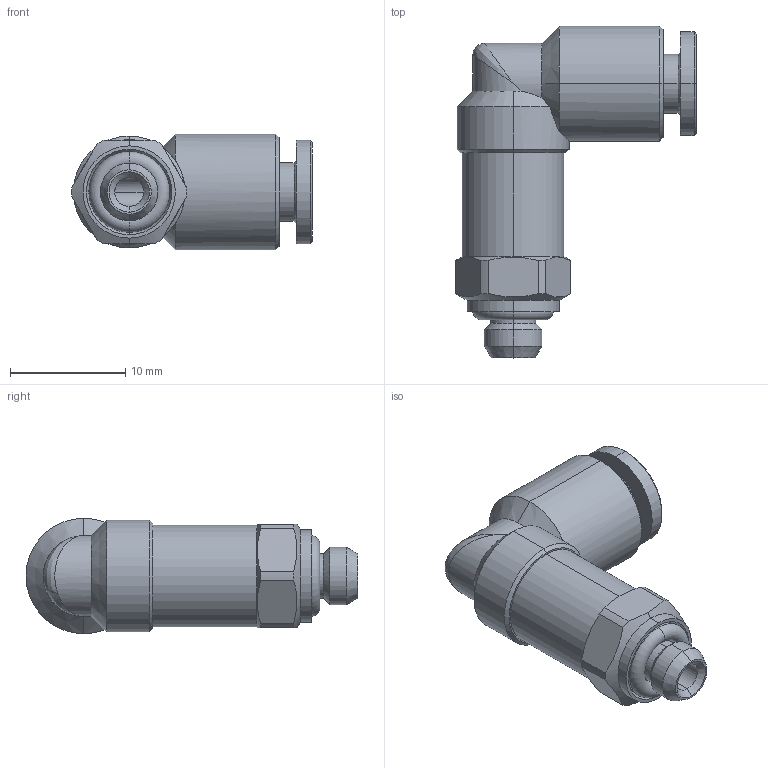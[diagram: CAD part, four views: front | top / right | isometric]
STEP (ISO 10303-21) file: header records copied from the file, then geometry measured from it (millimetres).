
FILE_DESCRIPTION(( 'RT.19.04.M5.STEP' ), '1');
FILE_NAME( 'RT.19.04.M5.STEP', '2018-10-08T15:04:13',( 'Sopra'),('sopra-pneumatic.com'), 'SwSTEP 2.0','SolidWorks 2009','' );
FILE_SCHEMA (( 'CONFIG_CONTROL_DESIGN' ));
Length unit declared in the file: millimetre
Products named in the file (1): B0090010
Bounding box: 20.9 x 28.8 x 10 mm (x, y, z)
Volume: 1995.5 mm3; surface area: 1762.7 mm2
Topology: 2 solids, 4 shells, 90 faces, 206 edges, 126 vertices
Faces by surface type: cylinder 35, cone 30, plane 20, torus 4, bspline 1
Entity records: 2776 total; most frequent: CARTESIAN_POINT 676, DIRECTION 445, ORIENTED_EDGE 408, EDGE_CURVE 204, AXIS2_PLACEMENT_3D 185, VERTEX_POINT 126, EDGE_LOOP 98, CIRCLE 95
